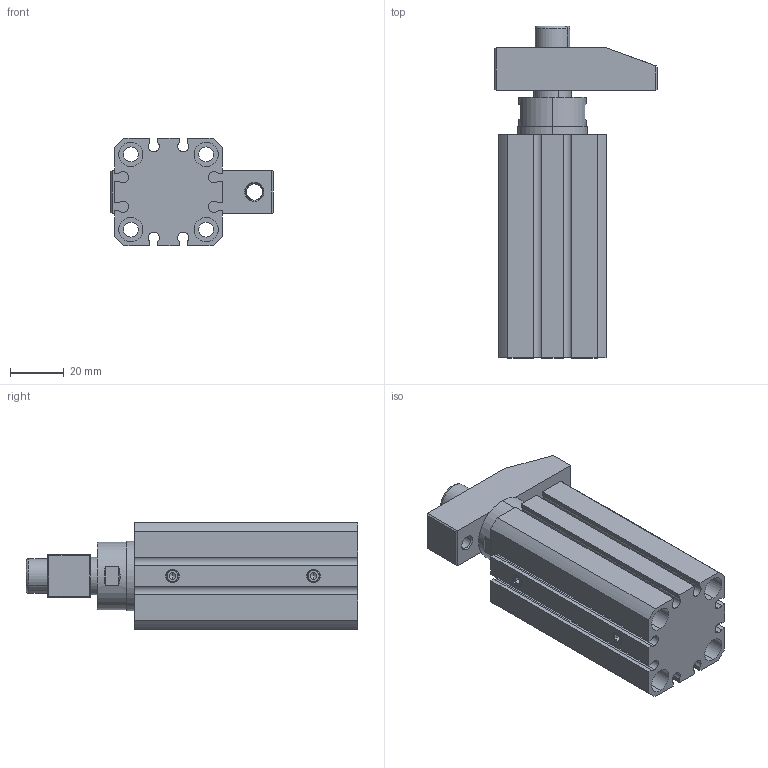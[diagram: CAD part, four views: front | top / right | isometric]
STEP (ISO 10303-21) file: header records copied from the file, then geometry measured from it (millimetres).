
FILE_DESCRIPTION (( 'STEP AP203' ), '1' );
FILE_NAME ('PBL-25感应式转角缸三维图.STEP', '2019-11-12T08:17:41', ( '' ), ( '' ), 'SwSTEP 2.0', 'SolidWorks 2015', '' );
FILE_SCHEMA (( 'CONFIG_CONTROL_DESIGN' ));
Length unit declared in the file: millimetre
Products named in the file (7): Hex socket set screws with flat point GB_GB_FASTENER_SCREWS_HSFP M5X5-S; PBL25HSGAN; PBL25ヶ裔; PBL25L掛极; 揤旋; Hexagon socket head cap screws GB_GB_FASTENER_SCREWS_HSHCS M8X25-S; PBL-25感应式转角缸三维图
Assembly tree (7 placements, depth 2):
  PBL-25感应式转角缸三维图
    PBL25L掛极
    Hex socket set screws with flat point GB_GB_FASTENER_SCREWS_HSFP M5X5-S  x2
    Hexagon socket head cap screws GB_GB_FASTENER_SCREWS_HSHCS M8X25-S
    PBL25HSGAN
    PBL25ヶ裔
    揤旋
Bounding box: 60.5 x 123.5 x 40 mm (x, y, z)
Volume: 120534.2 mm3; surface area: 52132 mm2
Topology: 7 solids, 7 shells, 584 faces, 1380 edges, 827 vertices
Faces by surface type: cone 243, cylinder 207, plane 122, bspline 12
Entity records: 19182 total; most frequent: CARTESIAN_POINT 6633, DIRECTION 2609, ORIENTED_EDGE 2416, EDGE_CURVE 1208, AXIS2_PLACEMENT_3D 1022, VERTEX_POINT 732, VECTOR 565, LINE 565
